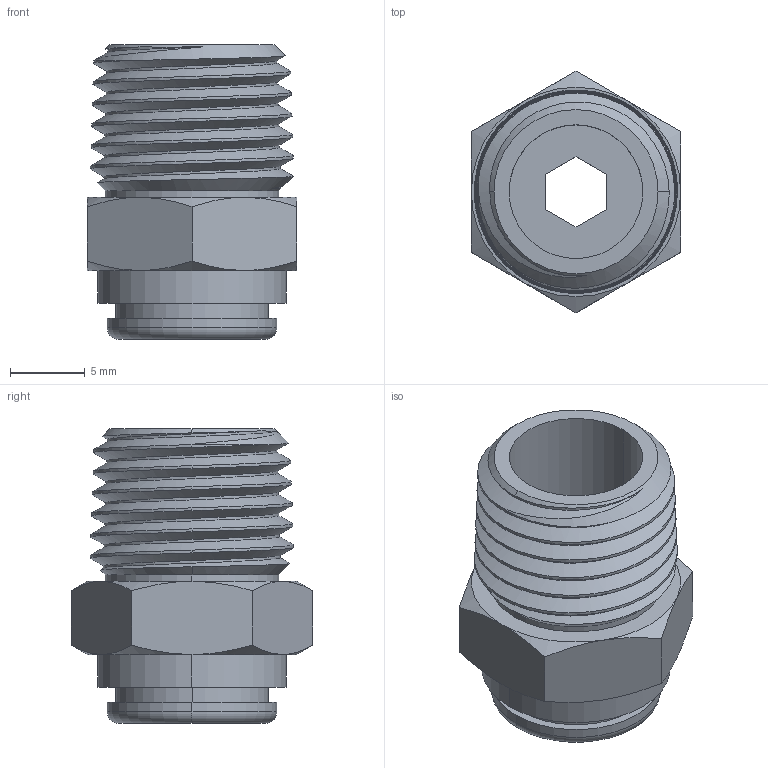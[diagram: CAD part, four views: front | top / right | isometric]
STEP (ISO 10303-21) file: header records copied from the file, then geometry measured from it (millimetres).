
FILE_DESCRIPTION (( 'STEP AP203' ), '1' );
FILE_NAME ('5779K109.step', '2013-12-12T14:59:33', ( 't2jrg' ), ( '' ), 'SwSTEP 2.0', 'SolidWorks 2010', '' );
FILE_SCHEMA (( 'CONFIG_CONTROL_DESIGN' ));
Length unit declared in the file: inch
Products named in the file (1): 5779K109
Bounding box: 14 x 16.17 x 19.71 mm (x, y, z)
Volume: 1701.9 mm3; surface area: 1824.2 mm2
Topology: 1 solids, 1 shells, 69 faces, 164 edges, 103 vertices
Faces by surface type: cone 32, plane 20, cylinder 12, bspline 3, torus 2
Entity records: 4307 total; most frequent: CARTESIAN_POINT 2721, ORIENTED_EDGE 328, DIRECTION 283, EDGE_CURVE 164, AXIS2_PLACEMENT_3D 114, VERTEX_POINT 103, EDGE_LOOP 77, FACE_OUTER_BOUND 69
